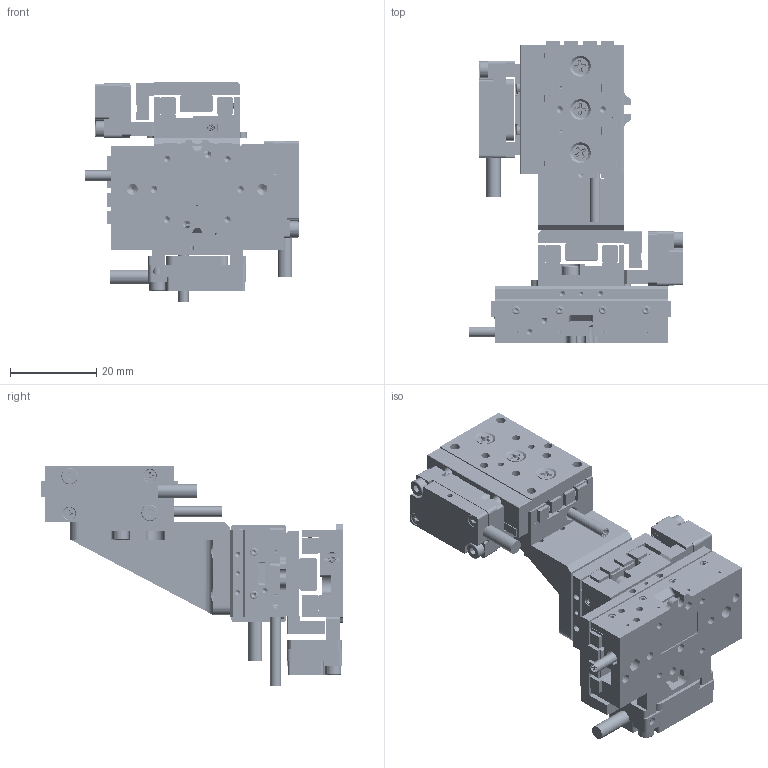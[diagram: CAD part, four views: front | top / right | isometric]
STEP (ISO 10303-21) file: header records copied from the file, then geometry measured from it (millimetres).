
FILE_DESCRIPTION (( 'STEP AP214' ), '1' );
FILE_NAME ('XYZ PPS-20 Non-magnetic.STEP', '2023-03-09T23:17:56', ( '' ), ( '' ), 'SwSTEP 2.0', 'SolidWorks 2020', '' );
FILE_SCHEMA (( 'AUTOMOTIVE_DESIGN' ));
Length unit declared in the file: millimetre
Products named in the file (35): Bearing, Rail, SVW 1000 Type_40mm.STEP; PPS-20, DEMO_PPS-20 30mm, Non-magnetic, MII 6000; SCREW, MS-PPH, M-JCIS_M1.6 x 0.35 x 4mm; 110124 Encoder Head, MII 6000V, Vacuum; PPS-20, Scale Bracket, MII, Master Part_20mm; SCREW, MS-PFH, M-DIN_M2 x 0.4 x 05mm; Dowel Pin, M-DIN_M01 x 004; PPS-20, Base, Master Part_20; SCREW, SHCS-S, M-DIN_M2 x 0.4 x 05mm; Bearing, Center Way, SVW 1000 Type_20mm.STEP; XYZ PPS-20 Non-magnetic; PPS-20, Scale Bracket, MII, Master Part_40mm; PPS-20, Base, Master Part_40; PPS-20, Base, Master Part_30; Bearing, Center Way, SVW 1000 Type_40mm.STEP; 430508 Z-Bracket H37; 430414 PPS-20 & 28, Encoder Bracket, MII; PPS-20, Scale Bracket, MII, Master Part_30mm; TFC-421 Silver Braided Cable_L20; L30 Ceramic Linear Ball Bearing, DEMO.STEP; PPS-20, Carriage, Master Part_30mm; PPS-20, Back Cover, Master Part; PPS-20, DEMO_PPS-20, L40 non-magnetic; SCREW, SHCS-S, M-DIN_M2 x 0.4 x 06mm; PPS-20, Carriage, Master Part_20mm; Set Screw, Cup-H, E-ASME_E1-72 x 1''16; SCREW, SHCS-S, M-DIN_M1.6 x 0.35 x 05mm; Bearing, Rail, SVW 1000 Type_20mm.STEP; Bearing, Center Way, SVW 1000 Type_30mm.STEP; PPS-20, DEMO_PPS-20, Non-magnetic, MII 6000; Bearing, Rail, SVW 1000 Type_30mm.STEP; 431396 Ceramic Bearing End Stop, 3.2x3.2x0.8mm, Unpolished.STEP; PPS-20, Carriage, Master Part_40mm; L40 Ceramic Linear Ball Bearing, DEMO.STEP; L20 Ceramic Linear Ball Bearing, DEMO.STEP
Assembly tree (127 placements, depth 4):
  XYZ PPS-20 Non-magnetic
    PPS-20, DEMO_PPS-20, L40 non-magnetic
      PPS-20, Base, Master Part_40
      PPS-20, Back Cover, Master Part
      TFC-421 Silver Braided Cable_L20
      PPS-20, Carriage, Master Part_40mm
      SCREW, MS-PFH, M-DIN_M2 x 0.4 x 05mm  x4
      Set Screw, Cup-H, E-ASME_E1-72 x 1''16  x4
      SCREW, MS-PPH, M-JCIS_M1.6 x 0.35 x 4mm  x10
      110124 Encoder Head, MII 6000V, Vacuum
      430414 PPS-20 & 28, Encoder Bracket, MII
      PPS-20, Scale Bracket, MII, Master Part_40mm
      SCREW, SHCS-S, M-DIN_M1.6 x 0.35 x 05mm  x2
      SCREW, SHCS-S, M-DIN_M2 x 0.4 x 06mm  x2
      Dowel Pin, M-DIN_M01 x 004  x2
      L40 Ceramic Linear Ball Bearing, DEMO.STEP
        Bearing, Center Way, SVW 1000 Type_40mm.STEP
        Bearing, Rail, SVW 1000 Type_40mm.STEP  x2
        431396 Ceramic Bearing End Stop, 3.2x3.2x0.8mm, Unpolished.STEP  x8
    PPS-20, DEMO_PPS-20, Non-magnetic, MII 6000
      PPS-20, Base, Master Part_20
      PPS-20, Back Cover, Master Part
      TFC-421 Silver Braided Cable_L20
      PPS-20, Carriage, Master Part_20mm
      SCREW, MS-PFH, M-DIN_M2 x 0.4 x 05mm  x2
      Set Screw, Cup-H, E-ASME_E1-72 x 1''16  x2
      SCREW, MS-PPH, M-JCIS_M1.6 x 0.35 x 4mm  x6
      110124 Encoder Head, MII 6000V, Vacuum
      430414 PPS-20 & 28, Encoder Bracket, MII
      PPS-20, Scale Bracket, MII, Master Part_20mm
      SCREW, SHCS-S, M-DIN_M1.6 x 0.35 x 05mm  x2
      SCREW, SHCS-S, M-DIN_M2 x 0.4 x 06mm  x2
      L20 Ceramic Linear Ball Bearing, DEMO.STEP
        Bearing, Center Way, SVW 1000 Type_20mm.STEP
        Bearing, Rail, SVW 1000 Type_20mm.STEP  x2
        431396 Ceramic Bearing End Stop, 3.2x3.2x0.8mm, Unpolished.STEP  x8
    430508 Z-Bracket H37
    PPS-20, DEMO_PPS-20 30mm, Non-magnetic, MII 6000
      PPS-20, Base, Master Part_30
      PPS-20, Back Cover, Master Part
      TFC-421 Silver Braided Cable_L20
      PPS-20, Carriage, Master Part_30mm
      SCREW, MS-PFH, M-DIN_M2 x 0.4 x 05mm  x3
      Set Screw, Cup-H, E-ASME_E1-72 x 1''16  x3
      SCREW, MS-PPH, M-JCIS_M1.6 x 0.35 x 4mm  x8
      110124 Encoder Head, MII 6000V, Vacuum
      430414 PPS-20 & 28, Encoder Bracket, MII
      PPS-20, Scale Bracket, MII, Master Part_30mm
      SCREW, SHCS-S, M-DIN_M1.6 x 0.35 x 05mm  x2
      SCREW, SHCS-S, M-DIN_M2 x 0.4 x 06mm  x2
      Dowel Pin, M-DIN_M01 x 004  x2
      L30 Ceramic Linear Ball Bearing, DEMO.STEP
        Bearing, Center Way, SVW 1000 Type_30mm.STEP
        Bearing, Rail, SVW 1000 Type_30mm.STEP  x2
        431396 Ceramic Bearing End Stop, 3.2x3.2x0.8mm, Unpolished.STEP  x8
    SCREW, SHCS-S, M-DIN_M2 x 0.4 x 05mm  x8
Bounding box: 49.6 x 69.7 x 50.8 mm (x, y, z)
Volume: 30186.9 mm3; surface area: 42620.2 mm2
Topology: 175 solids, 175 shells, 5129 faces, 12585 edges, 7786 vertices
Faces by surface type: plane 2182, cylinder 1565, cone 1042, torus 304, bspline 36
Entity records: 89781 total; most frequent: CARTESIAN_POINT 33102, DIRECTION 11803, ORIENTED_EDGE 11094, EDGE_CURVE 5547, AXIS2_PLACEMENT_3D 4394, VERTEX_POINT 3585, LINE 3015, VECTOR 3015
